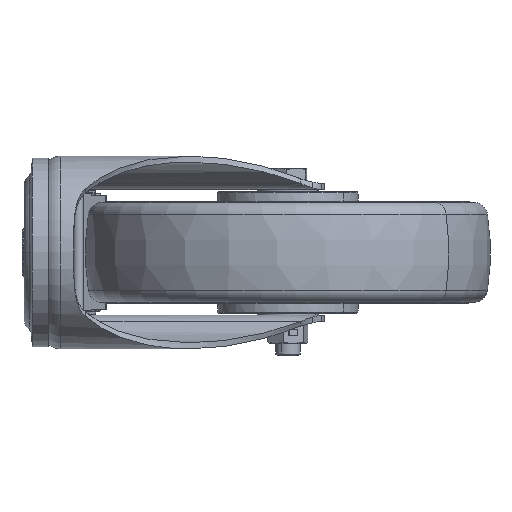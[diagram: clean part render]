
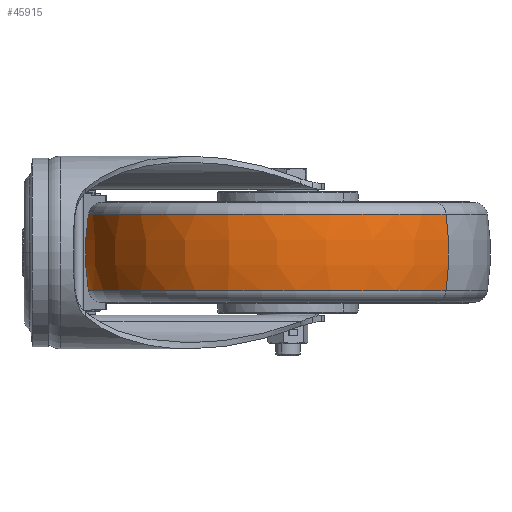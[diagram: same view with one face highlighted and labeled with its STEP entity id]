
A CAD part, left-side view. The second image highlights one B-rep face of the part: STEP entity #45915.
In plain terms, the highlighted toroidal (fillet/blend) face has major radius 10 mm and minor radius 110 mm.
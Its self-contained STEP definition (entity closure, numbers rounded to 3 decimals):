
#455 = DIRECTION ( 'NONE',  ( 0.792, -0.61, 0. ) ) ;
#1548 = AXIS2_PLACEMENT_3D ( 'NONE', #38385, #38046, #48272 ) ;
#5696 = AXIS2_PLACEMENT_3D ( 'NONE', #16466, #58491, #64272 ) ;
#5906 = VERTEX_POINT ( 'NONE', #63858 ) ;
#8538 = CIRCLE ( 'NONE', #51837, 110. ) ;
#10274 = DIRECTION ( 'NONE',  ( 0.61, 0.792, 0. ) ) ;
#10289 = CARTESIAN_POINT ( 'NONE',  ( 48.9, -138.924, 0. ) ) ;
#11941 = EDGE_CURVE ( 'NONE', #62288, #5906, #8538, .T. ) ;
#13568 = AXIS2_PLACEMENT_3D ( 'NONE', #66866, #14675, #10274 ) ;
#13919 = ORIENTED_EDGE ( 'NONE', *, *, #27388, .T. ) ;
#14675 = DIRECTION ( 'NONE',  ( -0.792, 0.61, 0. ) ) ;
#16466 = CARTESIAN_POINT ( 'NONE',  ( 55., -131., -18.854 ) ) ;
#20952 = CARTESIAN_POINT ( 'NONE',  ( 115.005, -53.048, -18.854 ) ) ;
#21167 = ORIENTED_EDGE ( 'NONE', *, *, #11941, .F. ) ;
#22799 = DIRECTION ( 'NONE',  ( 0., 0., 1. ) ) ;
#23036 = CIRCLE ( 'NONE', #5696, 98.372 ) ;
#25140 = ORIENTED_EDGE ( 'NONE', *, *, #60051, .T. ) ;
#25880 = DIRECTION ( 'NONE',  ( -0.61, -0.792, 0. ) ) ;
#27388 = EDGE_CURVE ( 'NONE', #29443, #30199, #39510, .T. ) ;
#29222 = CARTESIAN_POINT ( 'NONE',  ( -5.005, -208.952, -18.854 ) ) ;
#29443 = VERTEX_POINT ( 'NONE', #29222 ) ;
#30199 = VERTEX_POINT ( 'NONE', #62426 ) ;
#31613 = FACE_OUTER_BOUND ( 'NONE', #65046, .T. ) ;
#33023 = AXIS2_PLACEMENT_3D ( 'NONE', #51705, #22799, #48239 ) ;
#38046 = DIRECTION ( 'NONE',  ( 0., 0., 1. ) ) ;
#38385 = CARTESIAN_POINT ( 'NONE',  ( 55., -131., 0. ) ) ;
#39510 = CIRCLE ( 'NONE', #13568, 110. ) ;
#45915 = ADVANCED_FACE ( 'NONE', ( #31613 ), #52366, .T. ) ;
#48239 = DIRECTION ( 'NONE',  ( 0.61, 0.792, 0. ) ) ;
#48272 = DIRECTION ( 'NONE',  ( 0.61, 0.792, 0. ) ) ;
#51705 = CARTESIAN_POINT ( 'NONE',  ( 55., -131., 18.854 ) ) ;
#51837 = AXIS2_PLACEMENT_3D ( 'NONE', #10289, #455, #25880 ) ;
#52366 = TOROIDAL_SURFACE ( 'NONE', #1548, -10., 110. ) ;
#53609 = CIRCLE ( 'NONE', #33023, 98.372 ) ;
#53977 = ORIENTED_EDGE ( 'NONE', *, *, #55660, .F. ) ;
#55660 = EDGE_CURVE ( 'NONE', #5906, #30199, #53609, .T. ) ;
#58491 = DIRECTION ( 'NONE',  ( 0., 0., 1. ) ) ;
#60051 = EDGE_CURVE ( 'NONE', #62288, #29443, #23036, .T. ) ;
#62288 = VERTEX_POINT ( 'NONE', #20952 ) ;
#62426 = CARTESIAN_POINT ( 'NONE',  ( -5.005, -208.952, 18.854 ) ) ;
#63858 = CARTESIAN_POINT ( 'NONE',  ( 115.005, -53.048, 18.854 ) ) ;
#64272 = DIRECTION ( 'NONE',  ( 0.61, 0.792, 0. ) ) ;
#65046 = EDGE_LOOP ( 'NONE', ( #25140, #13919, #53977, #21167 ) ) ;
#66866 = CARTESIAN_POINT ( 'NONE',  ( 61.1, -123.076, 0. ) ) ;
